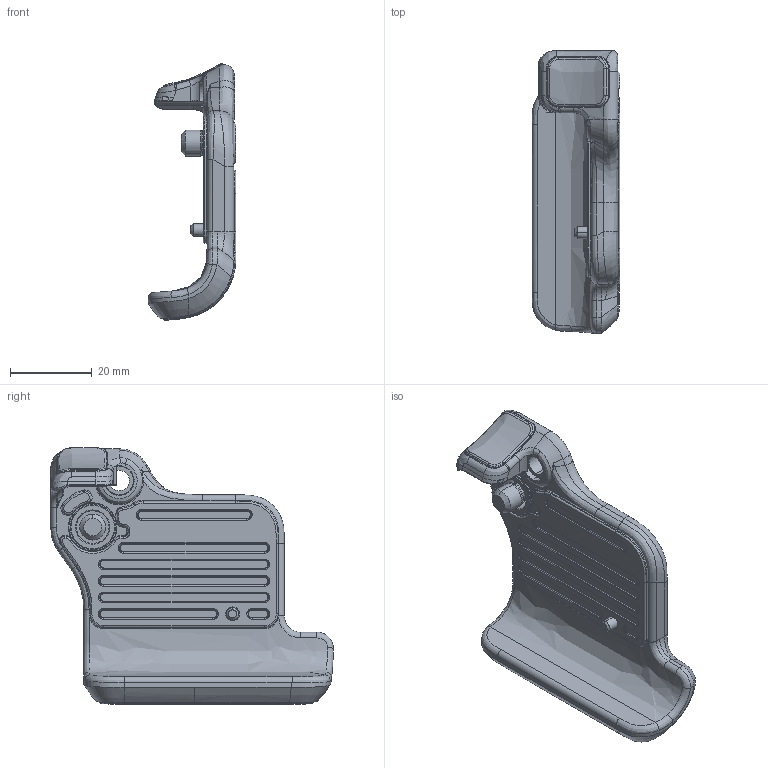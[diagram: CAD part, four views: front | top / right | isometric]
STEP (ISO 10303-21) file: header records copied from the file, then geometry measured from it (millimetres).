
FILE_DESCRIPTION (( 'STEP AP214' ), '1' );
FILE_NAME ('SIGMA_HG-11_ver1.STEP', '2019-09-06T02:42:32', ( '' ), ( '' ), 'SwSTEP 2.0', 'SolidWorks 2016', '' );
FILE_SCHEMA (( 'AUTOMOTIVE_DESIGN' ));
Length unit declared in the file: millimetre
Products named in the file (2): SIGMA_HG-11_ver1
Bounding box: 21.5 x 69.3 x 62.91 mm (x, y, z)
Volume: 25944.4 mm3; surface area: 9782.4 mm2
Topology: 1 solids, 1 shells, 471 faces, 1114 edges, 662 vertices
Faces by surface type: bspline 206, cylinder 132, plane 76, torus 29, cone 27, sphere 1
Entity records: 28933 total; most frequent: CARTESIAN_POINT 19670, ORIENTED_EDGE 2224, DIRECTION 1453, EDGE_CURVE 1112, VERTEX_POINT 662, AXIS2_PLACEMENT_3D 575, EDGE_LOOP 492, B_SPLINE_CURVE_WITH_KNOTS 474
